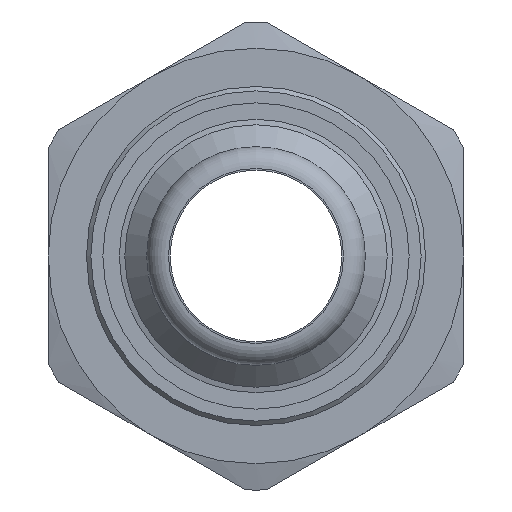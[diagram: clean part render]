
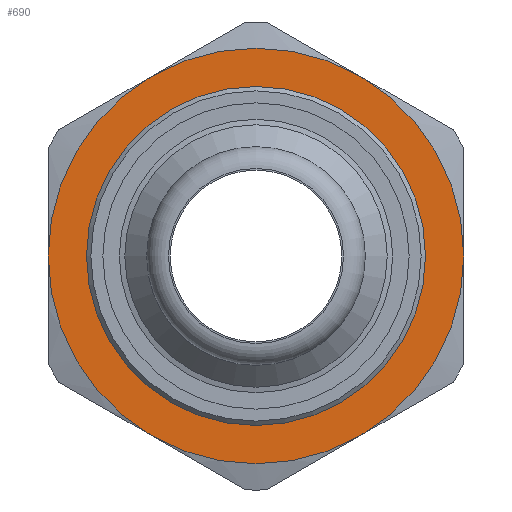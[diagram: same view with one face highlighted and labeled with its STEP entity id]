
A CAD part, left-side view. The second image highlights one B-rep face of the part: STEP entity #690.
In plain terms, the highlighted planar face has unit normal (-1, 0, 0).
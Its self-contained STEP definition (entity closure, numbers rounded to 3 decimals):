
#104=PLANE('',#816);
#124=FACE_BOUND('',#241,.T.);
#173=FACE_OUTER_BOUND('',#240,.T.);
#240=EDGE_LOOP('',(#599,#600,#601,#602,#603,#604));
#241=EDGE_LOOP('',(#605));
#288=CIRCLE('',#786,9.5);
#289=CIRCLE('',#788,9.5);
#290=CIRCLE('',#790,9.5);
#291=CIRCLE('',#792,9.5);
#292=CIRCLE('',#794,9.5);
#302=CIRCLE('',#815,7.);
#303=CIRCLE('',#817,9.5);
#328=VERTEX_POINT('',#1103);
#333=VERTEX_POINT('',#1123);
#338=VERTEX_POINT('',#1143);
#343=VERTEX_POINT('',#1163);
#348=VERTEX_POINT('',#1183);
#356=VERTEX_POINT('',#1236);
#366=VERTEX_POINT('',#1281);
#434=EDGE_CURVE('',#328,#356,#288,.T.);
#437=EDGE_CURVE('',#356,#348,#289,.T.);
#438=EDGE_CURVE('',#348,#343,#290,.T.);
#439=EDGE_CURVE('',#343,#338,#291,.T.);
#440=EDGE_CURVE('',#338,#333,#292,.T.);
#450=EDGE_CURVE('',#366,#366,#302,.T.);
#451=EDGE_CURVE('',#333,#328,#303,.T.);
#599=ORIENTED_EDGE('',*,*,#437,.F.);
#600=ORIENTED_EDGE('',*,*,#434,.F.);
#601=ORIENTED_EDGE('',*,*,#451,.F.);
#602=ORIENTED_EDGE('',*,*,#440,.F.);
#603=ORIENTED_EDGE('',*,*,#439,.F.);
#604=ORIENTED_EDGE('',*,*,#438,.F.);
#605=ORIENTED_EDGE('',*,*,#450,.T.);
#690=ADVANCED_FACE('',(#173,#124),#104,.T.);
#786=AXIS2_PLACEMENT_3D('',#1237,#953,#954);
#788=AXIS2_PLACEMENT_3D('',#1245,#957,#958);
#790=AXIS2_PLACEMENT_3D('',#1247,#961,#962);
#792=AXIS2_PLACEMENT_3D('',#1249,#965,#966);
#794=AXIS2_PLACEMENT_3D('',#1251,#969,#970);
#815=AXIS2_PLACEMENT_3D('',#1282,#1011,#1012);
#816=AXIS2_PLACEMENT_3D('',#1283,#1013,#1014);
#817=AXIS2_PLACEMENT_3D('',#1284,#1015,#1016);
#953=DIRECTION('center_axis',(1.,0.,0.));
#954=DIRECTION('ref_axis',(0.,0.,-1.));
#957=DIRECTION('center_axis',(1.,0.,0.));
#958=DIRECTION('ref_axis',(0.,0.,-1.));
#961=DIRECTION('center_axis',(1.,0.,0.));
#962=DIRECTION('ref_axis',(0.,0.,-1.));
#965=DIRECTION('center_axis',(1.,0.,0.));
#966=DIRECTION('ref_axis',(0.,0.,-1.));
#969=DIRECTION('center_axis',(1.,0.,0.));
#970=DIRECTION('ref_axis',(0.,0.,-1.));
#1011=DIRECTION('center_axis',(1.,0.,0.));
#1012=DIRECTION('ref_axis',(0.,0.,-1.));
#1013=DIRECTION('center_axis',(-1.,0.,0.));
#1014=DIRECTION('ref_axis',(0.,0.,1.));
#1015=DIRECTION('center_axis',(1.,0.,0.));
#1016=DIRECTION('ref_axis',(0.,0.,-1.));
#1103=CARTESIAN_POINT('',(23.5,4.75,-8.227));
#1123=CARTESIAN_POINT('',(23.5,-4.75,-8.227));
#1143=CARTESIAN_POINT('',(23.5,-9.5,0.));
#1163=CARTESIAN_POINT('',(23.5,-4.75,8.227));
#1183=CARTESIAN_POINT('',(23.5,4.75,8.227));
#1236=CARTESIAN_POINT('',(23.5,9.5,0.));
#1237=CARTESIAN_POINT('Origin',(23.5,0.,0.));
#1245=CARTESIAN_POINT('Origin',(23.5,0.,0.));
#1247=CARTESIAN_POINT('Origin',(23.5,0.,0.));
#1249=CARTESIAN_POINT('Origin',(23.5,0.,0.));
#1251=CARTESIAN_POINT('Origin',(23.5,0.,0.));
#1281=CARTESIAN_POINT('',(23.5,7.,0.));
#1282=CARTESIAN_POINT('Origin',(23.5,0.,0.));
#1283=CARTESIAN_POINT('Origin',(23.5,9.5,0.));
#1284=CARTESIAN_POINT('Origin',(23.5,0.,0.));
